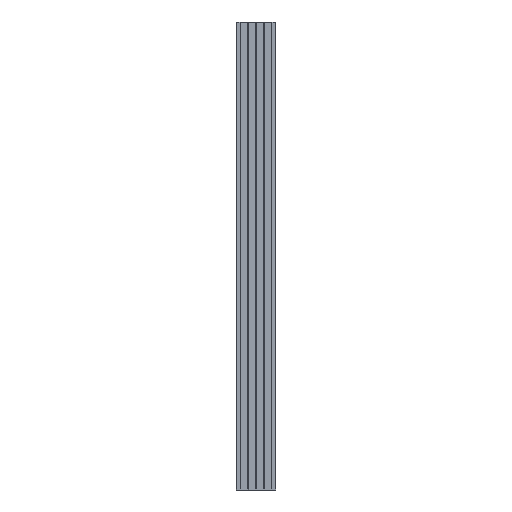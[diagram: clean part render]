
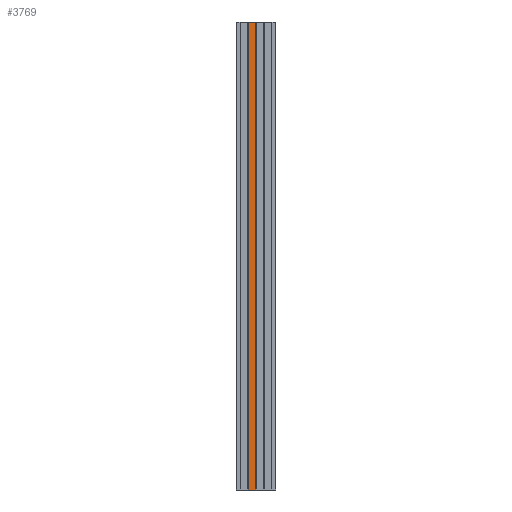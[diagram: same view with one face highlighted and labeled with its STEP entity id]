
A CAD part, front view. The second image highlights one B-rep face of the part: STEP entity #3769.
In plain terms, the highlighted planar face has unit normal (0, -1, 0).
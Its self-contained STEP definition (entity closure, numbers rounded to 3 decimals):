
#129 = ORIENTED_EDGE ( 'NONE', *, *, #2759, .T. ) ;
#335 = LINE ( 'NONE', #952, #2881 ) ;
#358 = DIRECTION ( 'NONE',  ( 0., 0., 1. ) ) ;
#366 = CARTESIAN_POINT ( 'NONE',  ( -2.5, 0., 0. ) ) ;
#632 = LINE ( 'NONE', #2956, #3728 ) ;
#653 = VERTEX_POINT ( 'NONE', #3127 ) ;
#846 = EDGE_CURVE ( 'NONE', #3622, #1601, #3012, .T. ) ;
#952 = CARTESIAN_POINT ( 'NONE',  ( 0., 0., -3000. ) ) ;
#977 = DIRECTION ( 'NONE',  ( -1., 0., 0. ) ) ;
#1172 = DIRECTION ( 'NONE',  ( 0., 0., -1. ) ) ;
#1219 = ORIENTED_EDGE ( 'NONE', *, *, #1583, .T. ) ;
#1583 = EDGE_CURVE ( 'NONE', #1601, #653, #335, .T. ) ;
#1601 = VERTEX_POINT ( 'NONE', #4247 ) ;
#1773 = PLANE ( 'NONE',  #3112 ) ;
#1988 = VERTEX_POINT ( 'NONE', #366 ) ;
#2126 = EDGE_LOOP ( 'NONE', ( #129, #2457, #3772, #1219 ) ) ;
#2138 = FACE_OUTER_BOUND ( 'NONE', #2126, .T. ) ;
#2457 = ORIENTED_EDGE ( 'NONE', *, *, #2805, .T. ) ;
#2759 = EDGE_CURVE ( 'NONE', #653, #1988, #3335, .T. ) ;
#2805 = EDGE_CURVE ( 'NONE', #1988, #3622, #632, .T. ) ;
#2881 = VECTOR ( 'NONE', #3308, 1000. ) ;
#2956 = CARTESIAN_POINT ( 'NONE',  ( 0., 0., 0. ) ) ;
#2982 = CARTESIAN_POINT ( 'NONE',  ( -47.5, 0., 0. ) ) ;
#3003 = CARTESIAN_POINT ( 'NONE',  ( -2.5, 0., -3000. ) ) ;
#3012 = LINE ( 'NONE', #4284, #3434 ) ;
#3112 = AXIS2_PLACEMENT_3D ( 'NONE', #3763, #3431, #1172 ) ;
#3127 = CARTESIAN_POINT ( 'NONE',  ( -2.5, 0., -3000. ) ) ;
#3308 = DIRECTION ( 'NONE',  ( 1., 0., 0. ) ) ;
#3335 = LINE ( 'NONE', #3003, #3657 ) ;
#3431 = DIRECTION ( 'NONE',  ( 0., -1., 0. ) ) ;
#3434 = VECTOR ( 'NONE', #4009, 1000. ) ;
#3622 = VERTEX_POINT ( 'NONE', #2982 ) ;
#3657 = VECTOR ( 'NONE', #358, 1000. ) ;
#3728 = VECTOR ( 'NONE', #977, 1000. ) ;
#3763 = CARTESIAN_POINT ( 'NONE',  ( 0., 0., -3000. ) ) ;
#3769 = ADVANCED_FACE ( 'NONE', ( #2138 ), #1773, .T. ) ;
#3772 = ORIENTED_EDGE ( 'NONE', *, *, #846, .T. ) ;
#4009 = DIRECTION ( 'NONE',  ( 0., 0., -1. ) ) ;
#4247 = CARTESIAN_POINT ( 'NONE',  ( -47.5, 0., -3000. ) ) ;
#4284 = CARTESIAN_POINT ( 'NONE',  ( -47.5, 0., -3000. ) ) ;
